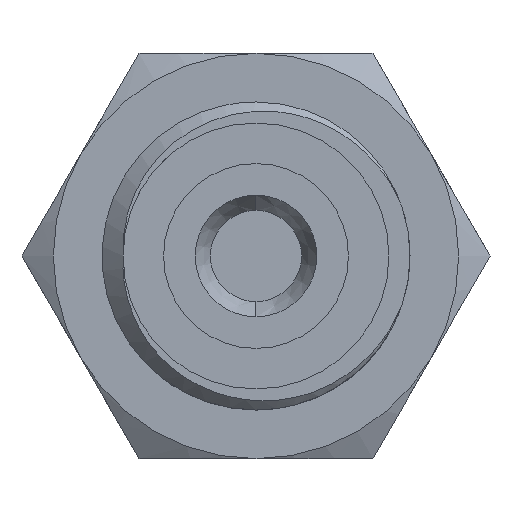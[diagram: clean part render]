
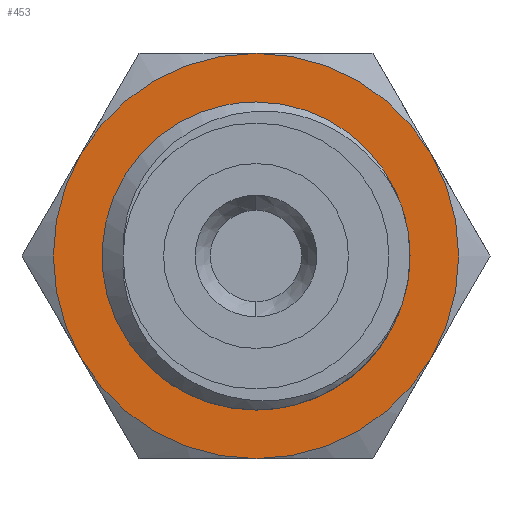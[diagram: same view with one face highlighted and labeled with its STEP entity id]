
A CAD part, left-side view. The second image highlights one B-rep face of the part: STEP entity #453.
In plain terms, the highlighted planar face has unit normal (-1, 0, 0).
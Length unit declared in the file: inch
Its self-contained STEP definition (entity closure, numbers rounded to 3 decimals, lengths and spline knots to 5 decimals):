
#116 = DIRECTION ( 'NONE',  ( 0., 0., -1. ) ) ;
#149 = CARTESIAN_POINT ( 'NONE',  ( -0.20541, 0., 0. ) ) ;
#196 = CIRCLE ( 'NONE', #2723, 0.082 ) ;
#218 = VERTEX_POINT ( 'NONE', #1234 ) ;
#222 = ORIENTED_EDGE ( 'NONE', *, *, #2485, .F. ) ;
#233 = EDGE_CURVE ( 'NONE', #2392, #665, #196, .T. ) ;
#319 = CARTESIAN_POINT ( 'NONE',  ( -0.20541, 0., 0. ) ) ;
#320 = DIRECTION ( 'NONE',  ( 0., 0., -1. ) ) ;
#364 = AXIS2_PLACEMENT_3D ( 'NONE', #2370, #2141, #874 ) ;
#366 = ORIENTED_EDGE ( 'NONE', *, *, #1661, .F. ) ;
#388 = CARTESIAN_POINT ( 'NONE',  ( -0.20541, 0., 0. ) ) ;
#427 = CIRCLE ( 'NONE', #2009, 0.125 ) ;
#453 = ADVANCED_FACE ( 'NONE', ( #1132, #1996 ), #1819, .F. ) ;
#521 = CARTESIAN_POINT ( 'NONE',  ( -0.20541, 0., 0.082 ) ) ;
#619 = CIRCLE ( 'NONE', #2108, 0.125 ) ;
#624 = VERTEX_POINT ( 'NONE', #2713 ) ;
#656 = CIRCLE ( 'NONE', #2233, 0.125 ) ;
#665 = VERTEX_POINT ( 'NONE', #2511 ) ;
#788 = CARTESIAN_POINT ( 'NONE',  ( -0.20541, 0.10825, 0.0625 ) ) ;
#824 = AXIS2_PLACEMENT_3D ( 'NONE', #1370, #2048, #2700 ) ;
#856 = CIRCLE ( 'NONE', #2436, 0.125 ) ;
#874 = DIRECTION ( 'NONE',  ( 0., 0., -1. ) ) ;
#912 = CIRCLE ( 'NONE', #2490, 0.125 ) ;
#943 = DIRECTION ( 'NONE',  ( 0., 0., -1. ) ) ;
#978 = EDGE_LOOP ( 'NONE', ( #1202, #366 ) ) ;
#984 = DIRECTION ( 'NONE',  ( 1., 0., 0. ) ) ;
#988 = CIRCLE ( 'NONE', #2706, 0.082 ) ;
#1047 = VERTEX_POINT ( 'NONE', #1288 ) ;
#1132 = FACE_BOUND ( 'NONE', #978, .T. ) ;
#1202 = ORIENTED_EDGE ( 'NONE', *, *, #233, .F. ) ;
#1227 = ORIENTED_EDGE ( 'NONE', *, *, #2449, .F. ) ;
#1234 = CARTESIAN_POINT ( 'NONE',  ( -0.20541, 0., -0.125 ) ) ;
#1288 = CARTESIAN_POINT ( 'NONE',  ( -0.20541, -0.10825, -0.0625 ) ) ;
#1289 = ORIENTED_EDGE ( 'NONE', *, *, #1855, .F. ) ;
#1320 = VERTEX_POINT ( 'NONE', #1903 ) ;
#1334 = EDGE_CURVE ( 'NONE', #1764, #624, #912, .T. ) ;
#1370 = CARTESIAN_POINT ( 'NONE',  ( -0.20541, 0.082, 0. ) ) ;
#1461 = DIRECTION ( 'NONE',  ( 0., 0., 1. ) ) ;
#1493 = DIRECTION ( 'NONE',  ( 1., 0., 0. ) ) ;
#1535 = ORIENTED_EDGE ( 'NONE', *, *, #2269, .F. ) ;
#1549 = ORIENTED_EDGE ( 'NONE', *, *, #1334, .F. ) ;
#1588 = CIRCLE ( 'NONE', #364, 0.125 ) ;
#1630 = EDGE_CURVE ( 'NONE', #1320, #1047, #856, .T. ) ;
#1634 = DIRECTION ( 'NONE',  ( 0., 0., -1. ) ) ;
#1661 = EDGE_CURVE ( 'NONE', #665, #2392, #988, .T. ) ;
#1764 = VERTEX_POINT ( 'NONE', #788 ) ;
#1794 = CARTESIAN_POINT ( 'NONE',  ( -0.20541, 0., 0. ) ) ;
#1819 = PLANE ( 'NONE',  #824 ) ;
#1825 = VERTEX_POINT ( 'NONE', #2111 ) ;
#1831 = DIRECTION ( 'NONE',  ( 1., 0., 0. ) ) ;
#1855 = EDGE_CURVE ( 'NONE', #1825, #1764, #1588, .T. ) ;
#1903 = CARTESIAN_POINT ( 'NONE',  ( -0.20541, -0.10825, 0.0625 ) ) ;
#1996 = FACE_OUTER_BOUND ( 'NONE', #2765, .T. ) ;
#2009 = AXIS2_PLACEMENT_3D ( 'NONE', #2057, #2285, #320 ) ;
#2034 = DIRECTION ( 'NONE',  ( 1., 0., 0. ) ) ;
#2048 = DIRECTION ( 'NONE',  ( 1., 0., 0. ) ) ;
#2057 = CARTESIAN_POINT ( 'NONE',  ( -0.20541, 0., 0. ) ) ;
#2108 = AXIS2_PLACEMENT_3D ( 'NONE', #1794, #2034, #943 ) ;
#2111 = CARTESIAN_POINT ( 'NONE',  ( -0.20541, 0.10825, -0.0625 ) ) ;
#2115 = DIRECTION ( 'NONE',  ( 0., 0., -1. ) ) ;
#2141 = DIRECTION ( 'NONE',  ( 1., 0., 0. ) ) ;
#2233 = AXIS2_PLACEMENT_3D ( 'NONE', #149, #1831, #1634 ) ;
#2269 = EDGE_CURVE ( 'NONE', #1047, #218, #619, .T. ) ;
#2285 = DIRECTION ( 'NONE',  ( 1., 0., 0. ) ) ;
#2309 = DIRECTION ( 'NONE',  ( 0., 0., 1. ) ) ;
#2370 = CARTESIAN_POINT ( 'NONE',  ( -0.20541, 0., 0. ) ) ;
#2392 = VERTEX_POINT ( 'NONE', #521 ) ;
#2428 = ORIENTED_EDGE ( 'NONE', *, *, #1630, .F. ) ;
#2436 = AXIS2_PLACEMENT_3D ( 'NONE', #319, #984, #116 ) ;
#2449 = EDGE_CURVE ( 'NONE', #624, #1320, #427, .T. ) ;
#2470 = CARTESIAN_POINT ( 'NONE',  ( -0.20541, 0., 0. ) ) ;
#2484 = DIRECTION ( 'NONE',  ( -1., 0., 0. ) ) ;
#2485 = EDGE_CURVE ( 'NONE', #218, #1825, #656, .T. ) ;
#2490 = AXIS2_PLACEMENT_3D ( 'NONE', #2773, #1493, #2115 ) ;
#2511 = CARTESIAN_POINT ( 'NONE',  ( -0.20541, 0., -0.082 ) ) ;
#2700 = DIRECTION ( 'NONE',  ( 0., 0., -1. ) ) ;
#2706 = AXIS2_PLACEMENT_3D ( 'NONE', #2470, #2484, #2309 ) ;
#2713 = CARTESIAN_POINT ( 'NONE',  ( -0.20541, 0., 0.125 ) ) ;
#2723 = AXIS2_PLACEMENT_3D ( 'NONE', #388, #2772, #1461 ) ;
#2765 = EDGE_LOOP ( 'NONE', ( #222, #1535, #2428, #1227, #1549, #1289 ) ) ;
#2772 = DIRECTION ( 'NONE',  ( -1., 0., 0. ) ) ;
#2773 = CARTESIAN_POINT ( 'NONE',  ( -0.20541, 0., 0. ) ) ;
